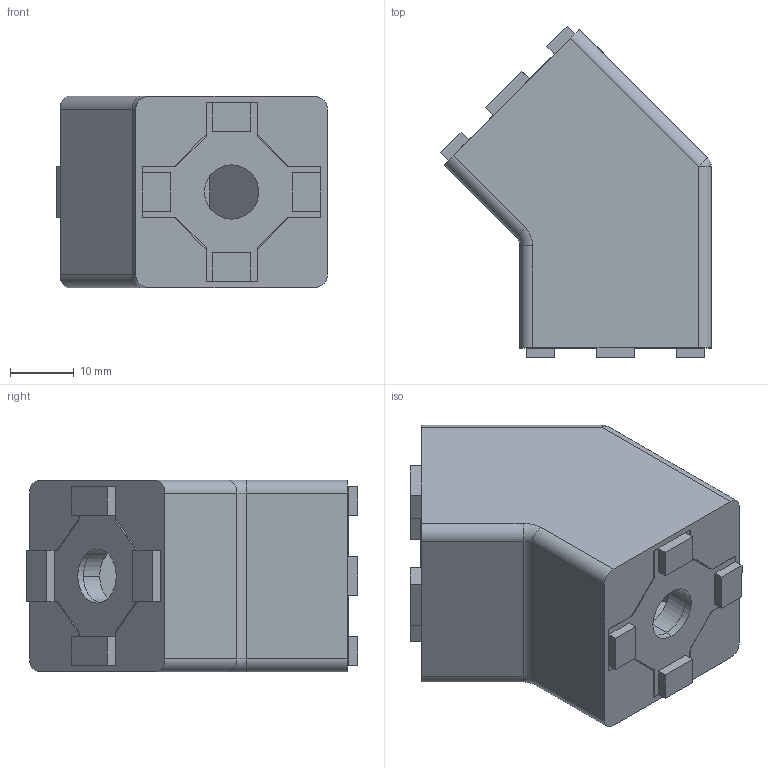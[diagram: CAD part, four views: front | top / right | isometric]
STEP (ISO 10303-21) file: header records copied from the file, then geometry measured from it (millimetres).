
FILE_DESCRIPTION (( 'STEP AP214' ), '1' );
FILE_NAME ('084.305.050.STEP', '2020-10-12T08:31:48', ( 'Localadmin' ), ( 'Microsoft' ), 'SwSTEP 2.0', 'SolidWorks 2018', '' );
FILE_SCHEMA (( 'AUTOMOTIVE_DESIGN' ));
Length unit declared in the file: millimetre
Products named in the file (4): 084.305.050C; 084.305.050B; 084.305.050A; 084.305.050
Assembly tree (4 placements, depth 2):
  084.305.050
    084.305.050A
    084.305.050B  x2
    084.305.050C
Bounding box: 42.41 x 51.97 x 30 mm (x, y, z)
Volume: 18365.8 mm3; surface area: 16273 mm2
Topology: 4 solids, 4 shells, 256 faces, 712 edges, 466 vertices
Faces by surface type: plane 230, cylinder 22, torus 2, sphere 2
Entity records: 7262 total; most frequent: CARTESIAN_POINT 1187, ORIENTED_EDGE 1172, DIRECTION 1068, EDGE_CURVE 586, VECTOR 542, LINE 542, VERTEX_POINT 382, AXIS2_PLACEMENT_3D 263
